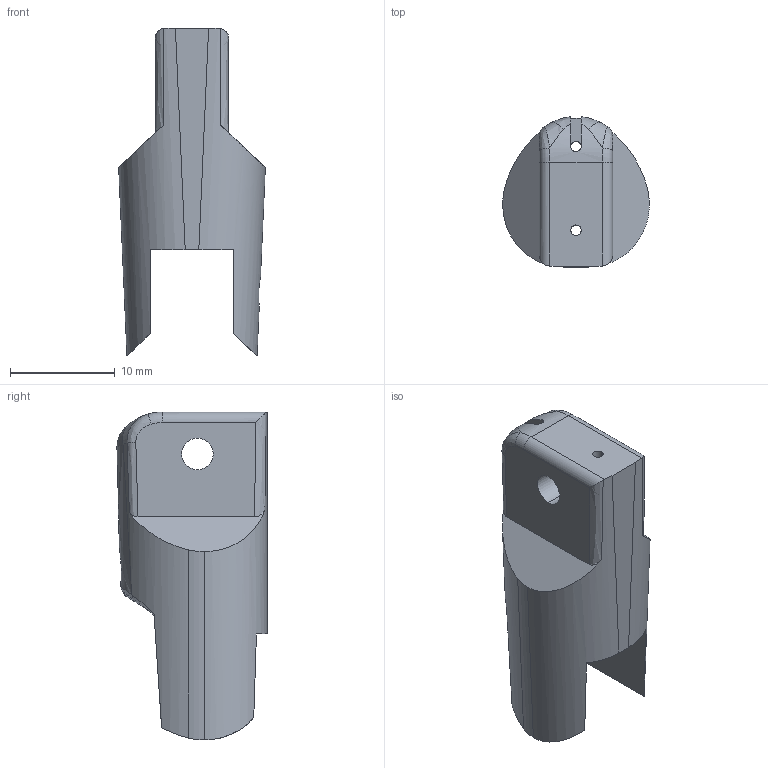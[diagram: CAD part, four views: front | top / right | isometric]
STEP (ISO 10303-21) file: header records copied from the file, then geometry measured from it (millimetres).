
FILE_DESCRIPTION (( 'STEP AP214' ), '1' );
FILE_NAME ('Falange_Media_Meñ.STEP', '2020-10-22T04:38:23', ( '' ), ( '' ), 'SwSTEP 2.0', 'SolidWorks 2020', '' );
FILE_SCHEMA (( 'AUTOMOTIVE_DESIGN' ));
Length unit declared in the file: millimetre
Products named in the file (1): Falange_Media_Meñ
Bounding box: 14.01 x 14.34 x 31.31 mm (x, y, z)
Volume: 2473.9 mm3; surface area: 1700.7 mm2
Topology: 1 solids, 1 shells, 60 faces, 172 edges, 110 vertices
Faces by surface type: cylinder 21, bspline 19, plane 18, torus 2
Entity records: 3004 total; most frequent: CARTESIAN_POINT 1688, ORIENTED_EDGE 336, DIRECTION 181, EDGE_CURVE 168, VERTEX_POINT 108, AXIS2_PLACEMENT_3D 70, B_SPLINE_CURVE_WITH_KNOTS 69, EDGE_LOOP 66
